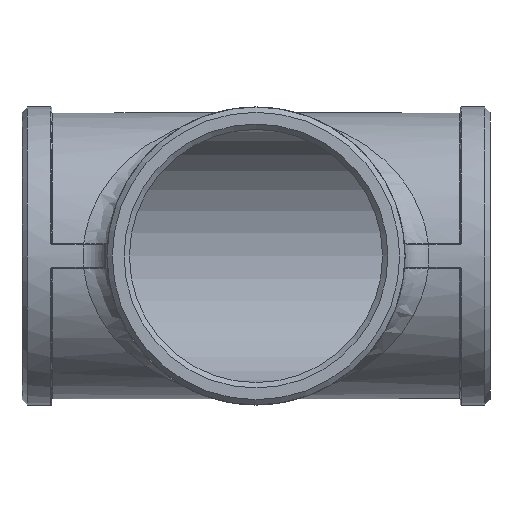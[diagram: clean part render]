
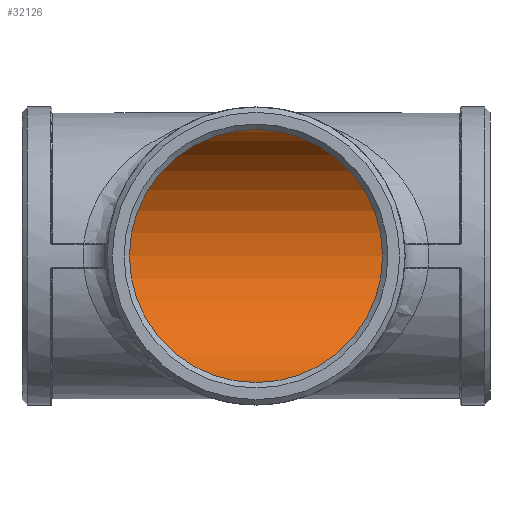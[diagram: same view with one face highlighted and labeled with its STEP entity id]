
A CAD part, front view. The second image highlights one B-rep face of the part: STEP entity #32126.
In plain terms, the highlighted cylindrical face has radius 44.4 mm (diameter 88.8 mm), a full revolution.
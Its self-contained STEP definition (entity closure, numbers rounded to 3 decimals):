
#3472 = FACE_OUTER_BOUND ( 'NONE', #16826, .T. ) ;
#3474 = FACE_BOUND ( 'NONE', #16842, .T. ) ;
#5537 = DIRECTION ( 'NONE',  ( 0., 0., -1. ) ) ;
#5855 = CARTESIAN_POINT ( 'NONE',  ( -54.06, 0., 0. ) ) ;
#6076 = DIRECTION ( 'NONE',  ( 1., 0., 0. ) ) ;
#6245 = AXIS2_PLACEMENT_3D ( 'NONE', #35163, #35162, #35161 ) ;
#7166 = EDGE_CURVE ( 'NONE', #15097, #14889, #34313, .T. ) ;
#7383 = EDGE_CURVE ( 'NONE', #17114, #17114, #9407, .T. ) ;
#7990 = EDGE_CURVE ( 'NONE', #17116, #17116, #9546, .T. ) ;
#8274 = EDGE_CURVE ( 'NONE', #14889, #15097, #41526, .T. ) ;
#8419 = AXIS2_PLACEMENT_3D ( 'NONE', #13503, #13505, #13507 ) ;
#9407 = CIRCLE ( 'NONE', #6245, 44.4 ) ;
#9546 = CIRCLE ( 'NONE', #9842, 44.4 ) ;
#9842 = AXIS2_PLACEMENT_3D ( 'NONE', #5855, #6076, #5537 ) ;
#13338 = CARTESIAN_POINT ( 'NONE',  ( 0., 0., 44.4 ) ) ;
#13452 = CARTESIAN_POINT ( 'NONE',  ( 0., 0., -44.4 ) ) ;
#13503 = CARTESIAN_POINT ( 'NONE',  ( 0., 0., 0. ) ) ;
#13505 = DIRECTION ( 'NONE',  ( 1., 0., 0. ) ) ;
#13507 = DIRECTION ( 'NONE',  ( 0., 1., 0. ) ) ;
#14889 = VERTEX_POINT ( 'NONE', #13338 ) ;
#15097 = VERTEX_POINT ( 'NONE', #13452 ) ;
#15672 = ORIENTED_EDGE ( 'NONE', *, *, #7990, .F. ) ;
#15832 = ORIENTED_EDGE ( 'NONE', *, *, #8274, .T. ) ;
#15942 = ORIENTED_EDGE ( 'NONE', *, *, #7383, .T. ) ;
#15986 = EDGE_LOOP ( 'NONE', ( #15942 ) ) ;
#16779 = CARTESIAN_POINT ( 'NONE',  ( 54.06, 0., -44.4 ) ) ;
#16789 = CARTESIAN_POINT ( 'NONE',  ( -54.06, 0., -44.4 ) ) ;
#16826 = EDGE_LOOP ( 'NONE', ( #15672 ) ) ;
#16842 = EDGE_LOOP ( 'NONE', ( #16983, #15832 ) ) ;
#16983 = ORIENTED_EDGE ( 'NONE', *, *, #7166, .T. ) ;
#17114 = VERTEX_POINT ( 'NONE', #16779 ) ;
#17116 = VERTEX_POINT ( 'NONE', #16789 ) ;
#21364 = CARTESIAN_POINT ( 'NONE',  ( 0., 0., -44.4 ) ) ;
#21365 = CARTESIAN_POINT ( 'NONE',  ( -88.8, -88.8, -44.4 ) ) ;
#21366 = CARTESIAN_POINT ( 'NONE',  ( -88.8, -88.8, 44.4 ) ) ;
#21367 = CARTESIAN_POINT ( 'NONE',  ( 0., 0., 44.4 ) ) ;
#23370 = CARTESIAN_POINT ( 'NONE',  ( 0., 0., -44.4 ) ) ;
#23371 = CARTESIAN_POINT ( 'NONE',  ( 88.8, -88.8, -44.4 ) ) ;
#23372 = CARTESIAN_POINT ( 'NONE',  ( 88.8, -88.8, 44.4 ) ) ;
#23373 = CARTESIAN_POINT ( 'NONE',  ( 0., 0., 44.4 ) ) ;
#24497 = FACE_OUTER_BOUND ( 'NONE', #15986, .T. ) ;
#24529 = CYLINDRICAL_SURFACE ( 'NONE', #8419, 44.4 ) ;
#32126 = ADVANCED_FACE ( 'NONE', ( #3474, #3472, #24497 ), #24529, .F. ) ;
#34313 =( BOUNDED_CURVE ( )  B_SPLINE_CURVE ( 3, ( #23370, #23371, #23372, #23373 ),
 .UNSPECIFIED., .F., .F. ) 
 B_SPLINE_CURVE_WITH_KNOTS ( ( 4, 4 ),
 ( 4.712, 7.854 ),
 .UNSPECIFIED. ) 
 CURVE ( )  GEOMETRIC_REPRESENTATION_ITEM ( )  RATIONAL_B_SPLINE_CURVE ( ( 1., 0.333, 0.333, 1. ) ) 
 REPRESENTATION_ITEM ( '' )  );
#35161 = DIRECTION ( 'NONE',  ( 0., 0., -1. ) ) ;
#35162 = DIRECTION ( 'NONE',  ( 1., 0., 0. ) ) ;
#35163 = CARTESIAN_POINT ( 'NONE',  ( 54.06, 0., 0. ) ) ;
#41526 =( BOUNDED_CURVE ( )  B_SPLINE_CURVE ( 3, ( #21367, #21366, #21365, #21364 ),
 .UNSPECIFIED., .F., .F. ) 
 B_SPLINE_CURVE_WITH_KNOTS ( ( 4, 4 ),
 ( 1.571, 4.712 ),
 .UNSPECIFIED. ) 
 CURVE ( )  GEOMETRIC_REPRESENTATION_ITEM ( )  RATIONAL_B_SPLINE_CURVE ( ( 1., 0.333, 0.333, 1. ) ) 
 REPRESENTATION_ITEM ( '' )  );
